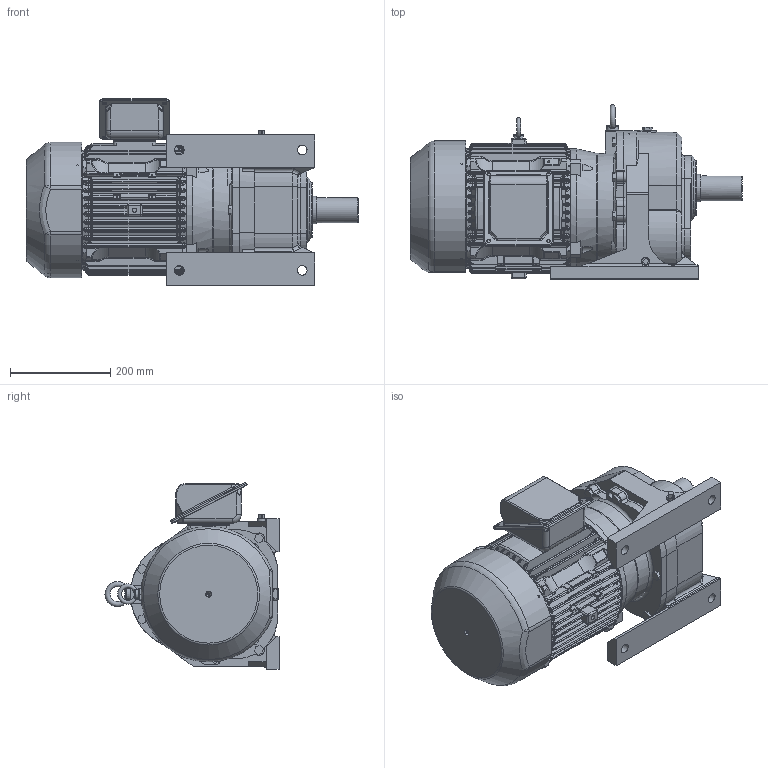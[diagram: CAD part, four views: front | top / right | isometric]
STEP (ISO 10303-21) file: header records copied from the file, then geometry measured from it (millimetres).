
FILE_DESCRIPTION (( 'STEP AP214' ), '1' );
FILE_NAME ('F1-18_H_EK2DO08326H001_defeature.stp', '2022-06-02T00:48:58', ( 'Windows 餌辨濠' ), ( '' ), 'SwSTEP 2.0', 'SolidWorks 2021', '' );
FILE_SCHEMA (( 'AUTOMOTIVE_DESIGN' ));
Length unit declared in the file: millimetre
Products named in the file (1): F1-18_H_EK2DO08326H001_defeature
Bounding box: 661.6 x 346.98 x 372.38 mm (x, y, z)
Volume: 30529463.1 mm3; surface area: 1313803.7 mm2
Topology: 8 solids, 12 shells, 2906 faces, 7074 edges, 4206 vertices
Faces by surface type: cylinder 1043, bspline 877, plane 639, torus 169, cone 106, sphere 72
Full cylindrical faces by diameter (mm): 2.6 x4, 2.7 x2, 4 x2, 4.2 x4, 5 x6, 6.8 x2, 7 x4, 8 x4, 8.5 x1, 10 x3, 10.072 x1, 12 x3, 13 x4, 19 x4, 50 x1, 55 x1, 110 x1, 130 x1, 220 x1
Entity records: 114726 total; most frequent: CARTESIAN_POINT 53373, ORIENTED_EDGE 13846, DIRECTION 11090, EDGE_CURVE 6923, AXIS2_PLACEMENT_3D 4352, VERTEX_POINT 4167, EDGE_LOOP 3050, FACE_OUTER_BOUND 2958
